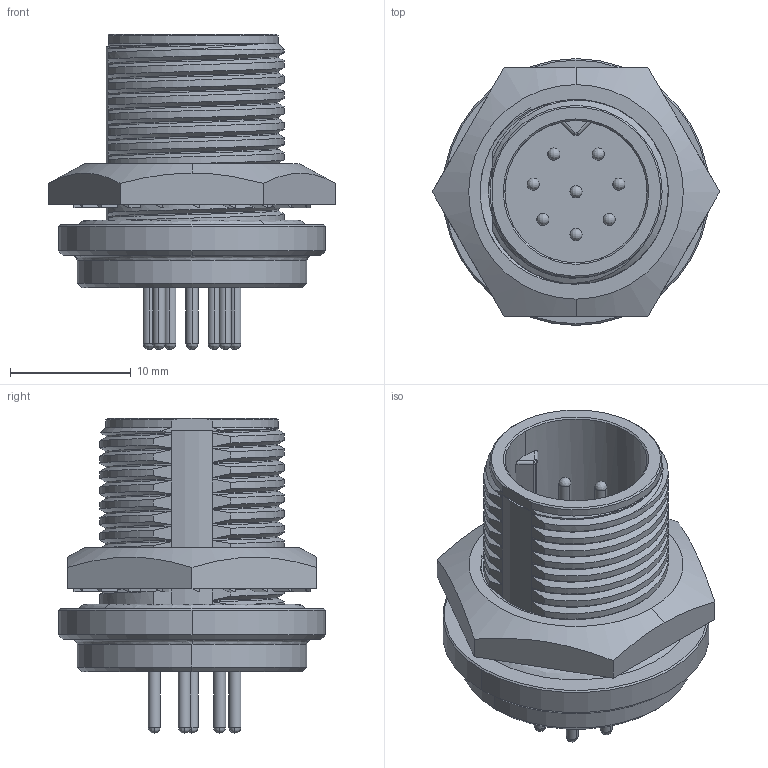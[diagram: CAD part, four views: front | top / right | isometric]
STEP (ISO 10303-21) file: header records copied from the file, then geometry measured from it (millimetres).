
FILE_DESCRIPTION (( 'STEP AP203' ), '1' );
FILE_NAME ('SF7281-8PG-3ES.STEP', '2014-11-18T14:27:45', ( '' ), ( '' ), 'SwSTEP 2.0', 'SolidWorks 2014', '' );
FILE_SCHEMA (( 'CONFIG_CONTROL_DESIGN' ));
Length unit declared in the file: inch
Products named in the file (1): SF7281-8PG-3ES
Bounding box: 23.82 x 22.1 x 26.11 mm (x, y, z)
Volume: 4146 mm3; surface area: 3284.8 mm2
Topology: 1 solids, 1 shells, 261 faces, 667 edges, 420 vertices
Faces by surface type: plane 104, bspline 70, cylinder 69, cone 18
Entity records: 23463 total; most frequent: CARTESIAN_POINT 17679, ORIENTED_EDGE 1270, DIRECTION 1051, EDGE_CURVE 635, VERTEX_POINT 420, AXIS2_PLACEMENT_3D 363, LINE 325, VECTOR 325
